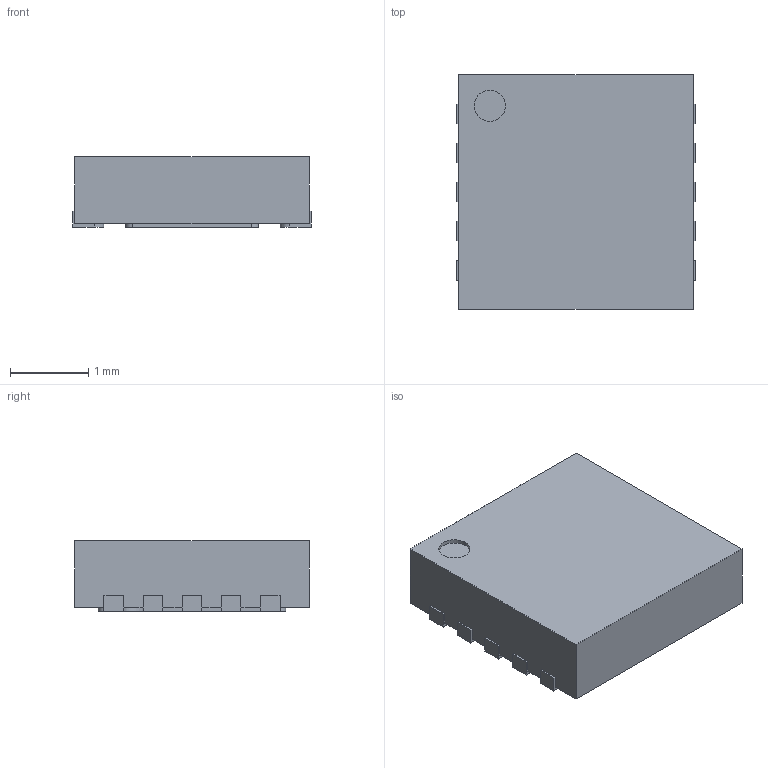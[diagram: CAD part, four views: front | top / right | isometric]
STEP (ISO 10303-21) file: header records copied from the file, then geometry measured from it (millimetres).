
FILE_DESCRIPTION (( 'STEP AP214' ), '1' );
FILE_NAME ('User Library-DFN10-2.STEP', '2021-05-01T08:24:36', ( '' ), ( '' ), 'SwSTEP 2.0', 'SolidWorks 2020', '' );
FILE_SCHEMA (( 'AUTOMOTIVE_DESIGN' ));
Length unit declared in the file: millimetre
Products named in the file (1): User Library-DFN10-2
Bounding box: 3.05 x 3 x 0.9 mm (x, y, z)
Surface area: 38.8 mm2
Topology: 2 solids, 2 shells, 96 faces, 273 edges, 182 vertices
Faces by surface type: plane 64, cylinder 32
Entity records: 3263 total; most frequent: CARTESIAN_POINT 552, ORIENTED_EDGE 546, DIRECTION 531, EDGE_CURVE 273, LINE 209, VECTOR 209, VERTEX_POINT 182, AXIS2_PLACEMENT_3D 161
